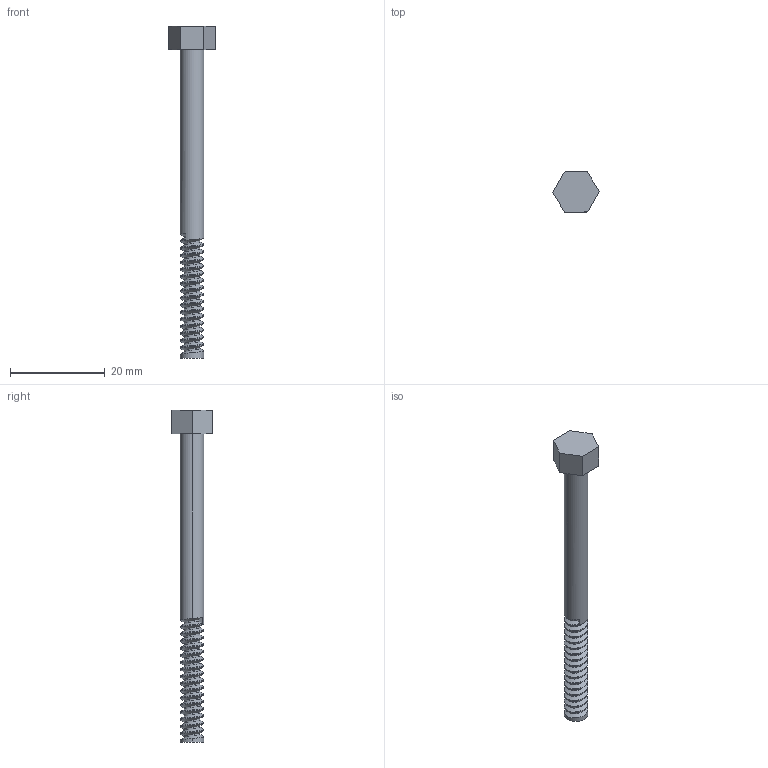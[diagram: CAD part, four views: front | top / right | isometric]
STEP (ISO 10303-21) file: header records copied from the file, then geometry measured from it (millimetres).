
FILE_DESCRIPTION (( 'STEP AP203' ), '1' );
FILE_NAME ('M5 Screw 6cm.STEP', '2022-02-24T13:38:18', ( '' ), ( '' ), 'SwSTEP 2.0', 'SolidWorks 2020', '' );
FILE_SCHEMA (( 'CONFIG_CONTROL_DESIGN' ));
Length unit declared in the file: millimetre
Products named in the file (1): M5 Screw 6cm
Bounding box: 9.81 x 8.58 x 70 mm (x, y, z)
Volume: 1432.7 mm3; surface area: 1430.5 mm2
Topology: 1 solids, 1 shells, 49 faces, 135 edges, 89 vertices
Faces by surface type: cylinder 35, plane 11, bspline 3
Entity records: 4058 total; most frequent: CARTESIAN_POINT 2967, ORIENTED_EDGE 270, DIRECTION 155, EDGE_CURVE 135, VERTEX_POINT 89, LINE 53, VECTOR 53, AXIS2_PLACEMENT_3D 51
